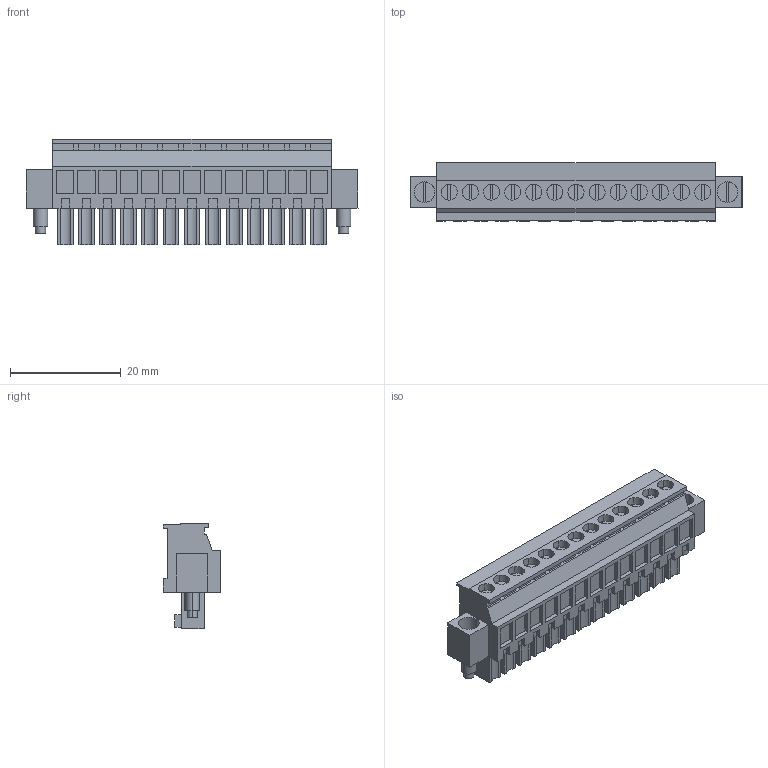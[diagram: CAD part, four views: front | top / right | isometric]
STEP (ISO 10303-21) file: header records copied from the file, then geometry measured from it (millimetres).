
FILE_DESCRIPTION(('CATIA V5 STEP Exchange','CAx-IF Rec.Pracs.--- Model Styling and Organization---1.2---2011-12-15'),'2;1');
FILE_NAME ('D1459698_0_1940570000_1940570000.stp','2017-04-12T09:43:49+00:00',('none'),('Weidmueller'),'CATIA Version 5-6 Release 2014','CATIA V5 STEP AP214','none');
FILE_SCHEMA(('AUTOMOTIVE_DESIGN { 1 0 10303 214 1 1 1 1 }'));
Length unit declared in the file: millimetre
Products named in the file (1): 1940570000
Bounding box: 59.92 x 10.45 x 19.1 mm (x, y, z)
Volume: 6550.1 mm3; surface area: 5409.3 mm2
Topology: 16 solids, 16 shells, 625 faces, 1608 edges, 1088 vertices
Faces by surface type: plane 510, cylinder 115
Entity records: 17679 total; most frequent: CARTESIAN_POINT 3338, ORIENTED_EDGE 3216, DIRECTION 2356, EDGE_CURVE 1608, VECTOR 1318, LINE 1318, VERTEX_POINT 1088, EDGE_LOOP 702
